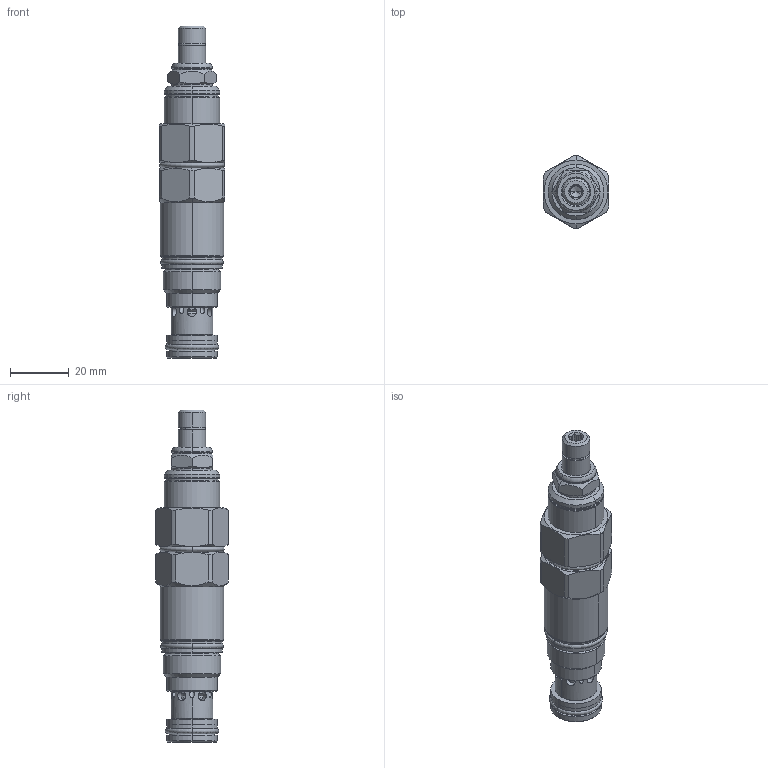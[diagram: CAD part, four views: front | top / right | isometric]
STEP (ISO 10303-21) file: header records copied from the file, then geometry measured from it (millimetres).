
FILE_DESCRIPTION((''),'2;1');
FILE_NAME('SXCB-LAN_PRT','2014-02-21T',('Administrator'),(''),'PRO/ENGINEER BY PARAMETRIC TECHNOLOGY CORPORATION, 2006240','PRO/ENGINEER BY PARAMETRIC TECHNOLOGY CORPORATION, 2006240','');
FILE_SCHEMA(('CONFIG_CONTROL_DESIGN'));
Length unit declared in the file: inch
Products named in the file (1): SXCB-LAN_PRT
Bounding box: 22.23 x 24.84 x 113.41 mm (x, y, z)
Volume: 30994.1 mm3; surface area: 10476.1 mm2
Topology: 3 solids, 3 shells, 269 faces, 632 edges, 385 vertices
Faces by surface type: cylinder 91, plane 67, cone 58, torus 41, revolution 10, sphere 2
Entity records: 10344 total; most frequent: CARTESIAN_POINT 4088, DIRECTION 1364, ORIENTED_EDGE 1260, EDGE_CURVE 630, AXIS2_PLACEMENT_3D 583, VERTEX_POINT 385, CIRCLE 324, EDGE_LOOP 303
